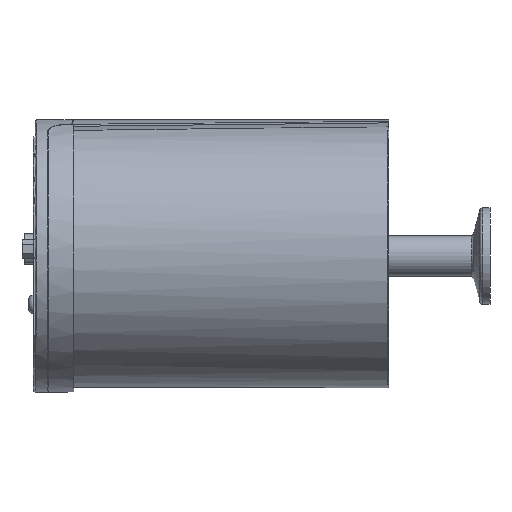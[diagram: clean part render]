
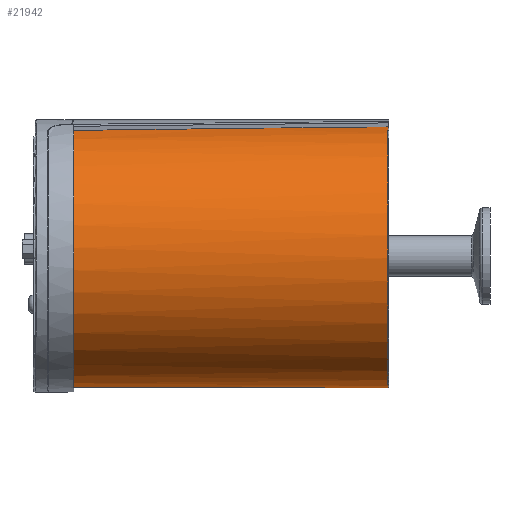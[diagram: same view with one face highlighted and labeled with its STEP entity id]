
A CAD part, left-side view. The second image highlights one B-rep face of the part: STEP entity #21942.
In plain terms, the highlighted cylindrical face has radius 41 mm (diameter 82 mm), a partial arc.
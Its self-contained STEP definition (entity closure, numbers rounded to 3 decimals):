
#127=ELLIPSE('',#23944,939.949,41.);
#128=ELLIPSE('',#23945,939.949,41.);
#6287=FACE_OUTER_BOUND('',#7650,.T.);
#7650=EDGE_LOOP('',(#19161,#19162,#19163,#19164));
#8442=CIRCLE('',#23915,41.);
#8457=CIRCLE('',#23946,41.);
#10384=VERTEX_POINT('',#37365);
#10385=VERTEX_POINT('',#37366);
#10387=VERTEX_POINT('',#37397);
#10388=VERTEX_POINT('',#37399);
#13303=EDGE_CURVE('',#10384,#10385,#8442,.T.);
#13318=EDGE_CURVE('',#10387,#10385,#127,.T.);
#13319=EDGE_CURVE('',#10384,#10388,#128,.T.);
#13320=EDGE_CURVE('',#10387,#10388,#8457,.T.);
#19161=ORIENTED_EDGE('',*,*,#13318,.T.);
#19162=ORIENTED_EDGE('',*,*,#13303,.F.);
#19163=ORIENTED_EDGE('',*,*,#13319,.T.);
#19164=ORIENTED_EDGE('',*,*,#13320,.F.);
#19626=CYLINDRICAL_SURFACE('',#23943,41.);
#21942=ADVANCED_FACE('',(#6287),#19626,.T.);
#23915=AXIS2_PLACEMENT_3D('',#37367,#29797,#29798);
#23943=AXIS2_PLACEMENT_3D('',#37396,#29853,#29854);
#23944=AXIS2_PLACEMENT_3D('',#37398,#29855,#29856);
#23945=AXIS2_PLACEMENT_3D('',#37400,#29857,#29858);
#23946=AXIS2_PLACEMENT_3D('',#37401,#29859,#29860);
#29797=DIRECTION('center_axis',(0.,-1.,0.));
#29798=DIRECTION('ref_axis',(-1.,0.,0.));
#29853=DIRECTION('center_axis',(0.,-1.,0.));
#29854=DIRECTION('ref_axis',(-1.,0.,0.));
#29855=DIRECTION('center_axis',(0.979,-0.044,-0.197));
#29856=DIRECTION('ref_axis',(-0.043,-0.999,0.009));
#29857=DIRECTION('center_axis',(-0.979,-0.044,
-0.197));
#29858=DIRECTION('ref_axis',(-0.043,0.999,-0.009));
#29859=DIRECTION('center_axis',(0.,1.,0.));
#29860=DIRECTION('ref_axis',(-1.,0.,0.));
#37365=CARTESIAN_POINT('',(-8.116,-68.6,40.189));
#37366=CARTESIAN_POINT('',(8.116,-68.6,40.189));
#37367=CARTESIAN_POINT('Origin',(0.,-68.6,
0.));
#37396=CARTESIAN_POINT('Origin',(0.,39.1,0.));
#37397=CARTESIAN_POINT('',(12.26,29.25,39.124));
#37398=CARTESIAN_POINT('Origin',(0.,-68.9,
0.));
#37399=CARTESIAN_POINT('',(-12.26,29.25,39.124));
#37400=CARTESIAN_POINT('Origin',(0.,-68.9,
0.));
#37401=CARTESIAN_POINT('Origin',(0.,29.25,
0.));
